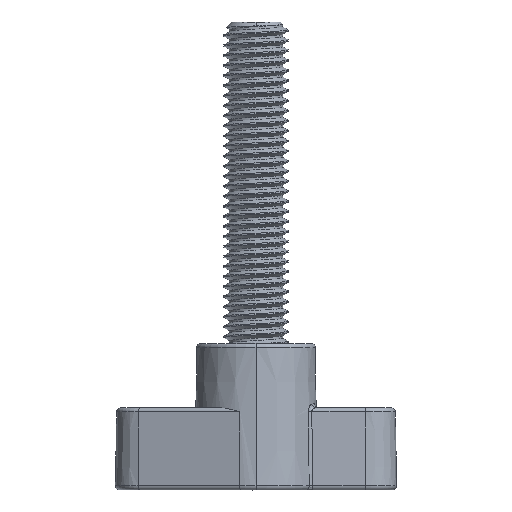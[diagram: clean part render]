
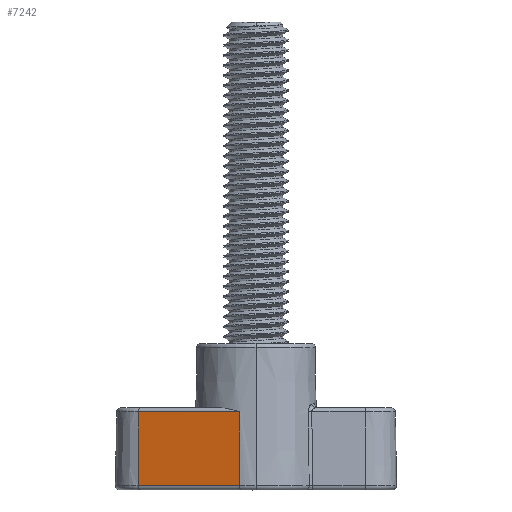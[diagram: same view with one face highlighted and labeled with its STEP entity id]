
A CAD part, top view. The second image highlights one B-rep face of the part: STEP entity #7242.
In plain terms, the highlighted planar face has unit normal (-0.265, 0.018, 0.964).
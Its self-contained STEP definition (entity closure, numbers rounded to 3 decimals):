
#310 = CARTESIAN_POINT ( 'NONE',  ( -14.632, 0.509, 3.952 ) ) ;
#3552 = CARTESIAN_POINT ( 'NONE',  ( -14.634, 0., 3.96 ) ) ;
#3972 = AXIS2_PLACEMENT_3D ( 'NONE', #16063, #5926, #22572 ) ;
#4081 = VERTEX_POINT ( 'NONE', #12264 ) ;
#5926 = DIRECTION ( 'NONE',  ( -0.265, 0.017, 0.964 ) ) ;
#6752 = DIRECTION ( 'NONE',  ( -0.005, -1., 0.017 ) ) ;
#7242 = ADVANCED_FACE ( 'NONE', ( #7550 ), #7628, .T. ) ;
#7550 = FACE_OUTER_BOUND ( 'NONE', #8629, .T. ) ;
#7628 = PLANE ( 'NONE',  #3972 ) ;
#8294 = ORIENTED_EDGE ( 'NONE', *, *, #11830, .F. ) ;
#8629 = EDGE_LOOP ( 'NONE', ( #8294, #14715, #24341, #19648 ) ) ;
#8833 = CARTESIAN_POINT ( 'NONE',  ( -2.042, 0., 7.424 ) ) ;
#9942 = LINE ( 'NONE', #3552, #26323 ) ;
#10708 = DIRECTION ( 'NONE',  ( 0.964, 0., 0.265 ) ) ;
#10769 = DIRECTION ( 'NONE',  ( -0.005, -1., 0.017 ) ) ;
#11830 = EDGE_CURVE ( 'NONE', #24421, #4081, #16086, .T. ) ;
#11918 = LINE ( 'NONE', #27008, #24624 ) ;
#12103 = CARTESIAN_POINT ( 'NONE',  ( -1.997, 9.709, 7.261 ) ) ;
#12264 = CARTESIAN_POINT ( 'NONE',  ( -2.04, 0.509, 7.416 ) ) ;
#14715 = ORIENTED_EDGE ( 'NONE', *, *, #21153, .T. ) ;
#14923 = CARTESIAN_POINT ( 'NONE',  ( -2.04, 0.509, 7.416 ) ) ;
#15246 = EDGE_CURVE ( 'NONE', #23564, #21499, #9942, .T. ) ;
#15293 = CARTESIAN_POINT ( 'NONE',  ( -14.589, 9.709, 3.797 ) ) ;
#15412 = EDGE_CURVE ( 'NONE', #21499, #4081, #22646, .T. ) ;
#16063 = CARTESIAN_POINT ( 'NONE',  ( -2.042, 0., 7.424 ) ) ;
#16086 = LINE ( 'NONE', #8833, #21738 ) ;
#16396 = DIRECTION ( 'NONE',  ( -0.964, 0., -0.265 ) ) ;
#19648 = ORIENTED_EDGE ( 'NONE', *, *, #15412, .T. ) ;
#21153 = EDGE_CURVE ( 'NONE', #24421, #23564, #11918, .T. ) ;
#21499 = VERTEX_POINT ( 'NONE', #310 ) ;
#21738 = VECTOR ( 'NONE', #6752, 1000. ) ;
#22572 = DIRECTION ( 'NONE',  ( 0.964, 0., 0.265 ) ) ;
#22646 = LINE ( 'NONE', #14923, #25302 ) ;
#23564 = VERTEX_POINT ( 'NONE', #15293 ) ;
#24341 = ORIENTED_EDGE ( 'NONE', *, *, #15246, .T. ) ;
#24421 = VERTEX_POINT ( 'NONE', #12103 ) ;
#24624 = VECTOR ( 'NONE', #16396, 1000. ) ;
#25302 = VECTOR ( 'NONE', #10708, 1000. ) ;
#26323 = VECTOR ( 'NONE', #10769, 1000. ) ;
#27008 = CARTESIAN_POINT ( 'NONE',  ( -14.589, 9.709, 3.797 ) ) ;
